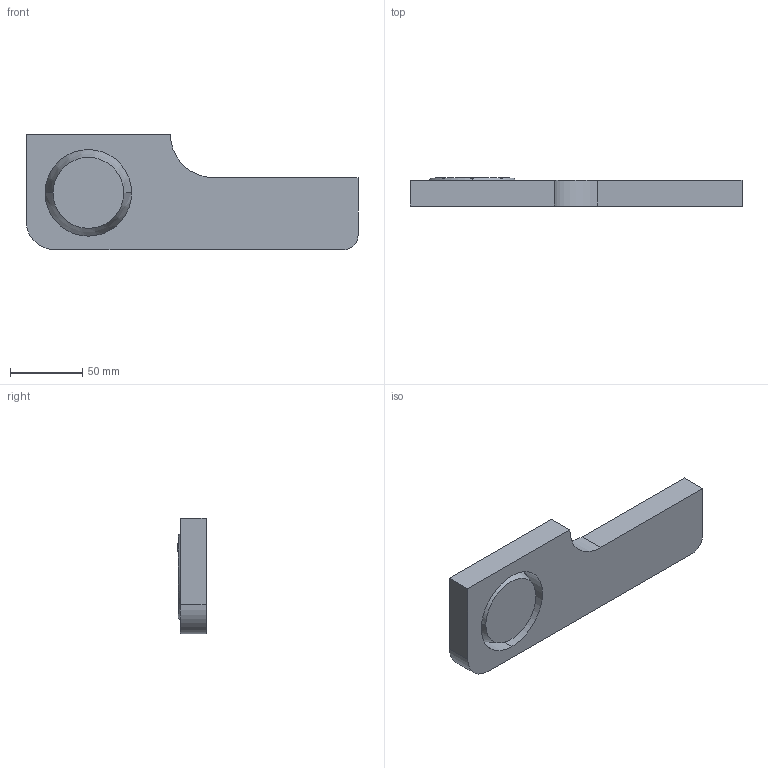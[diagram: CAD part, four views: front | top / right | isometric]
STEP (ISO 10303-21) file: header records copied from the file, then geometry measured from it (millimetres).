
FILE_DESCRIPTION (( 'STEP AP214' ), '1' );
FILE_NAME ('HHC_3rd_March.STEP', '2017-03-03T15:07:10', ( '' ), ( '' ), 'SwSTEP 2.0', 'SolidWorks 2015', '' );
FILE_SCHEMA (( 'AUTOMOTIVE_DESIGN' ));
Length unit declared in the file: millimetre
Products named in the file (4): Midrange_speaker_grill; Panasonic_Midrange_Speaker; Top_Roll; HHC_3rd_March
Assembly tree (3 placements, depth 2):
  HHC_3rd_March
    Top_Roll
    Panasonic_Midrange_Speaker
    Midrange_speaker_grill
Bounding box: 230 x 19.65 x 80 mm (x, y, z)
Volume: 246224.2 mm3; surface area: 51499 mm2
Topology: 12 solids, 12 shells, 137 faces, 319 edges, 212 vertices
Faces by surface type: plane 73, cylinder 54, cone 10
Entity records: 5737 total; most frequent: CARTESIAN_POINT 725, DIRECTION 721, ORIENTED_EDGE 638, EDGE_CURVE 319, AXIS2_PLACEMENT_3D 272, VERTEX_POINT 212, LINE 177, VECTOR 177
